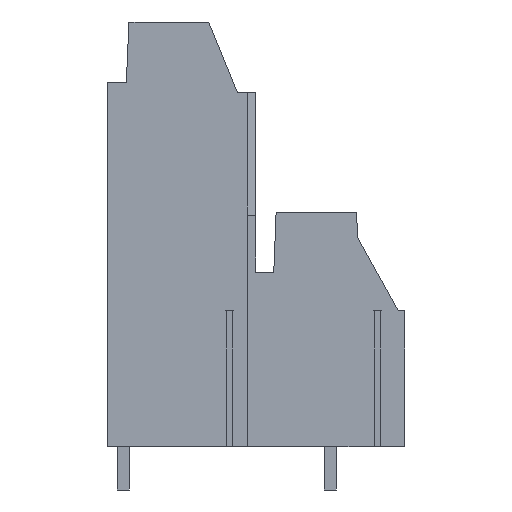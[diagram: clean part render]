
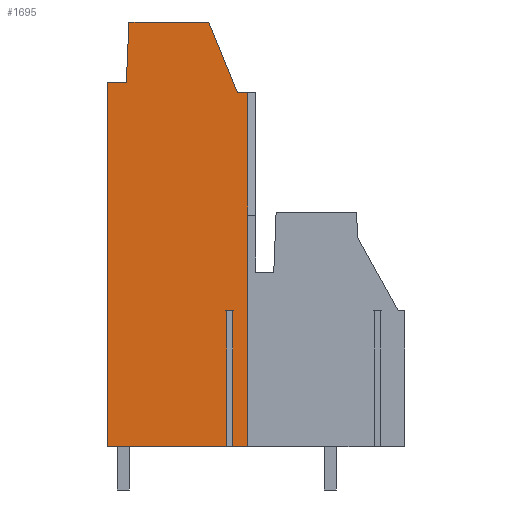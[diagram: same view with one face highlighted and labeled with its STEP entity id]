
A CAD part, left-side view. The second image highlights one B-rep face of the part: STEP entity #1695.
In plain terms, the highlighted planar face has unit normal (-1, 0, 0).
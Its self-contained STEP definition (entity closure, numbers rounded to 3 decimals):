
#1629=AXIS2_PLACEMENT_3D('Plane Axis2P3D',#1626,#1627,#1628) ;
#829=CARTESIAN_POINT('Line Origine',(0.,12.12,3.2)) ;
#833=CARTESIAN_POINT('Vertex',(0.,11.574,3.2)) ;
#835=CARTESIAN_POINT('Vertex',(0.,12.665,3.2)) ;
#884=CARTESIAN_POINT('Vertex',(0.,13.115,3.2)) ;
#887=CARTESIAN_POINT('Line Origine',(0.,17.528,3.2)) ;
#891=CARTESIAN_POINT('Vertex',(0.,21.94,3.2)) ;
#1400=CARTESIAN_POINT('Vertex',(0.,11.574,29.26)) ;
#1403=CARTESIAN_POINT('Line Origine',(0.,11.574,16.23)) ;
#1609=CARTESIAN_POINT('Vertex',(0.,12.337,29.26)) ;
#1612=CARTESIAN_POINT('Line Origine',(0.,11.956,29.26)) ;
#1626=CARTESIAN_POINT('Axis2P3D Location',(0.,11.,17.2)) ;
#1632=CARTESIAN_POINT('Control Point',(0.,20.328,34.47)) ;
#1633=CARTESIAN_POINT('Control Point',(0.,20.521,30.05)) ;
#1634=CARTESIAN_POINT('Vertex',(0.,20.328,34.47)) ;
#1636=CARTESIAN_POINT('Vertex',(0.,20.521,30.05)) ;
#1639=CARTESIAN_POINT('Line Origine',(0.,16.853,30.05)) ;
#1643=CARTESIAN_POINT('Vertex',(0.,21.94,30.05)) ;
#1646=CARTESIAN_POINT('Line Origine',(0.,21.94,34.47)) ;
#1651=CARTESIAN_POINT('Line Origine',(0.,13.115,34.47)) ;
#1655=CARTESIAN_POINT('Vertex',(0.,13.115,13.2)) ;
#1658=CARTESIAN_POINT('Line Origine',(0.,16.853,13.2)) ;
#1662=CARTESIAN_POINT('Vertex',(0.,12.665,13.2)) ;
#1665=CARTESIAN_POINT('Line Origine',(0.,12.665,34.47)) ;
#1671=CARTESIAN_POINT('Control Point',(0.,12.337,29.26)) ;
#1672=CARTESIAN_POINT('Control Point',(0.,14.449,34.47)) ;
#1673=CARTESIAN_POINT('Vertex',(0.,14.449,34.47)) ;
#1676=CARTESIAN_POINT('Line Origine',(0.,16.853,34.47)) ;
#830=DIRECTION('Vector Direction',(0.,1.,0.)) ;
#888=DIRECTION('Vector Direction',(0.,1.,0.)) ;
#1404=DIRECTION('Vector Direction',(0.,0.,-1.)) ;
#1613=DIRECTION('Vector Direction',(0.,1.,0.)) ;
#1627=DIRECTION('Axis2P3D Direction',(1.,0.,0.)) ;
#1628=DIRECTION('Axis2P3D XDirection',(0.,1.,0.)) ;
#1640=DIRECTION('Vector Direction',(0.,1.,0.)) ;
#1647=DIRECTION('Vector Direction',(0.,0.,1.)) ;
#1652=DIRECTION('Vector Direction',(0.,0.,1.)) ;
#1659=DIRECTION('Vector Direction',(0.,1.,0.)) ;
#1666=DIRECTION('Vector Direction',(0.,0.,1.)) ;
#1677=DIRECTION('Vector Direction',(0.,1.,0.)) ;
#831=VECTOR('Line Direction',#830,1.) ;
#889=VECTOR('Line Direction',#888,1.) ;
#1405=VECTOR('Line Direction',#1404,1.) ;
#1614=VECTOR('Line Direction',#1613,1.) ;
#1641=VECTOR('Line Direction',#1640,1.) ;
#1648=VECTOR('Line Direction',#1647,1.) ;
#1653=VECTOR('Line Direction',#1652,1.) ;
#1660=VECTOR('Line Direction',#1659,1.) ;
#1667=VECTOR('Line Direction',#1666,1.) ;
#1678=VECTOR('Line Direction',#1677,1.) ;
#1682=ORIENTED_EDGE('',*,*,#1638,.T.) ;
#1683=ORIENTED_EDGE('',*,*,#1645,.T.) ;
#1684=ORIENTED_EDGE('',*,*,#1650,.T.) ;
#1685=ORIENTED_EDGE('',*,*,#893,.F.) ;
#1686=ORIENTED_EDGE('',*,*,#1657,.T.) ;
#1687=ORIENTED_EDGE('',*,*,#1664,.T.) ;
#1688=ORIENTED_EDGE('',*,*,#1669,.F.) ;
#1689=ORIENTED_EDGE('',*,*,#837,.F.) ;
#1690=ORIENTED_EDGE('',*,*,#1407,.F.) ;
#1691=ORIENTED_EDGE('',*,*,#1616,.T.) ;
#1692=ORIENTED_EDGE('',*,*,#1675,.T.) ;
#1693=ORIENTED_EDGE('',*,*,#1680,.T.) ;
#1695=ADVANCED_FACE('housing',(#1694),#1630,.F.) ;
#1631=B_SPLINE_CURVE_WITH_KNOTS('',1,(#1632,#1633),.UNSPECIFIED.,.F.,.U.,(2,2),(-2.212,2.212),.UNSPECIFIED.) ;
#1670=B_SPLINE_CURVE_WITH_KNOTS('',1,(#1671,#1672),.UNSPECIFIED.,.F.,.U.,(2,2),(-2.811,2.811),.UNSPECIFIED.) ;
#837=EDGE_CURVE('',#834,#836,#832,.T.) ;
#893=EDGE_CURVE('',#885,#892,#890,.T.) ;
#1407=EDGE_CURVE('',#1401,#834,#1406,.T.) ;
#1616=EDGE_CURVE('',#1401,#1610,#1615,.T.) ;
#1638=EDGE_CURVE('',#1635,#1637,#1631,.T.) ;
#1645=EDGE_CURVE('',#1637,#1644,#1642,.T.) ;
#1650=EDGE_CURVE('',#1644,#892,#1649,.F.) ;
#1657=EDGE_CURVE('',#885,#1656,#1654,.T.) ;
#1664=EDGE_CURVE('',#1656,#1663,#1661,.F.) ;
#1669=EDGE_CURVE('',#836,#1663,#1668,.T.) ;
#1675=EDGE_CURVE('',#1610,#1674,#1670,.T.) ;
#1680=EDGE_CURVE('',#1674,#1635,#1679,.T.) ;
#1681=EDGE_LOOP('',(#1682,#1683,#1684,#1685,#1686,#1687,#1688,#1689,#1690,#1691,#1692,#1693)) ;
#1694=FACE_OUTER_BOUND('',#1681,.T.) ;
#832=LINE('Line',#829,#831) ;
#890=LINE('Line',#887,#889) ;
#1406=LINE('Line',#1403,#1405) ;
#1615=LINE('Line',#1612,#1614) ;
#1642=LINE('Line',#1639,#1641) ;
#1649=LINE('Line',#1646,#1648) ;
#1654=LINE('Line',#1651,#1653) ;
#1661=LINE('Line',#1658,#1660) ;
#1668=LINE('Line',#1665,#1667) ;
#1679=LINE('Line',#1676,#1678) ;
#1630=PLANE('',#1629) ;
#834=VERTEX_POINT('',#833) ;
#836=VERTEX_POINT('',#835) ;
#885=VERTEX_POINT('',#884) ;
#892=VERTEX_POINT('',#891) ;
#1401=VERTEX_POINT('',#1400) ;
#1610=VERTEX_POINT('',#1609) ;
#1635=VERTEX_POINT('',#1634) ;
#1637=VERTEX_POINT('',#1636) ;
#1644=VERTEX_POINT('',#1643) ;
#1656=VERTEX_POINT('',#1655) ;
#1663=VERTEX_POINT('',#1662) ;
#1674=VERTEX_POINT('',#1673) ;
